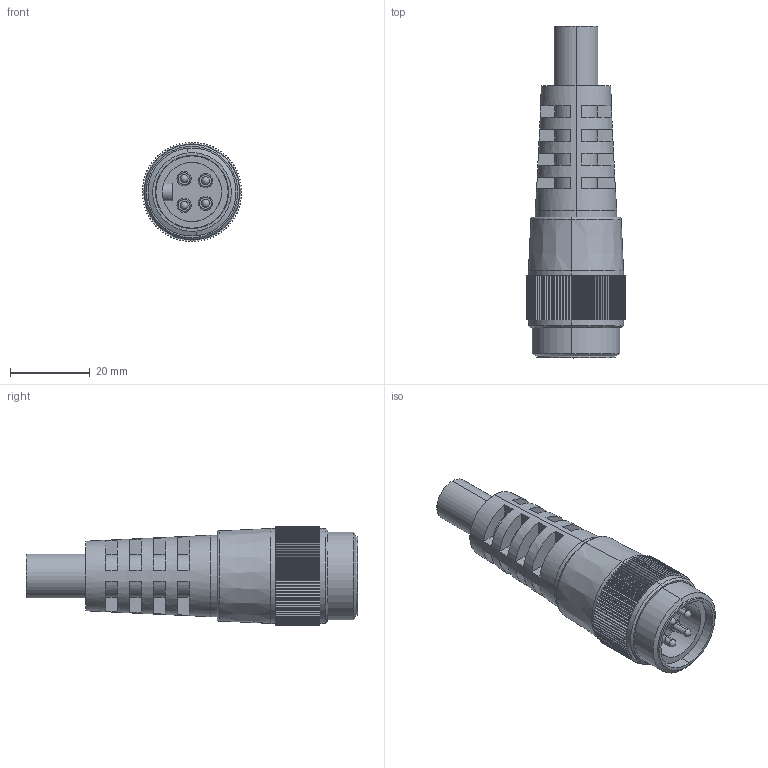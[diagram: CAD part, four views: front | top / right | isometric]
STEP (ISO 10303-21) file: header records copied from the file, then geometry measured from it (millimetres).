
FILE_DESCRIPTION((''),'2;1');
FILE_NAME('MZ4-_M-20_ASM','2019-04-24T',('Administrator'),(''),'PRO/ENGINEER BY PARAMETRIC TECHNOLOGY CORPORATION, 2012480','PRO/ENGINEER BY PARAMETRIC TECHNOLOGY CORPORATION, 2012480','');
FILE_SCHEMA(('CONFIG_CONTROL_DESIGN'));
Length unit declared in the file: millimetre
Products named in the file (1): MZ4-_M-20_ASM
Bounding box: 25 x 83.5 x 25 mm (x, y, z)
Volume: 22175.9 mm3; surface area: 13019.2 mm2
Topology: 1 solids, 14 shells, 563 faces, 1483 edges, 973 vertices
Faces by surface type: plane 324, cylinder 206, cone 27, sphere 4, torus 2
Entity records: 17449 total; most frequent: CARTESIAN_POINT 3130, DIRECTION 3042, ORIENTED_EDGE 2934, EDGE_CURVE 1467, AXIS2_PLACEMENT_3D 1048, VERTEX_POINT 973, VECTOR 946, LINE 946
